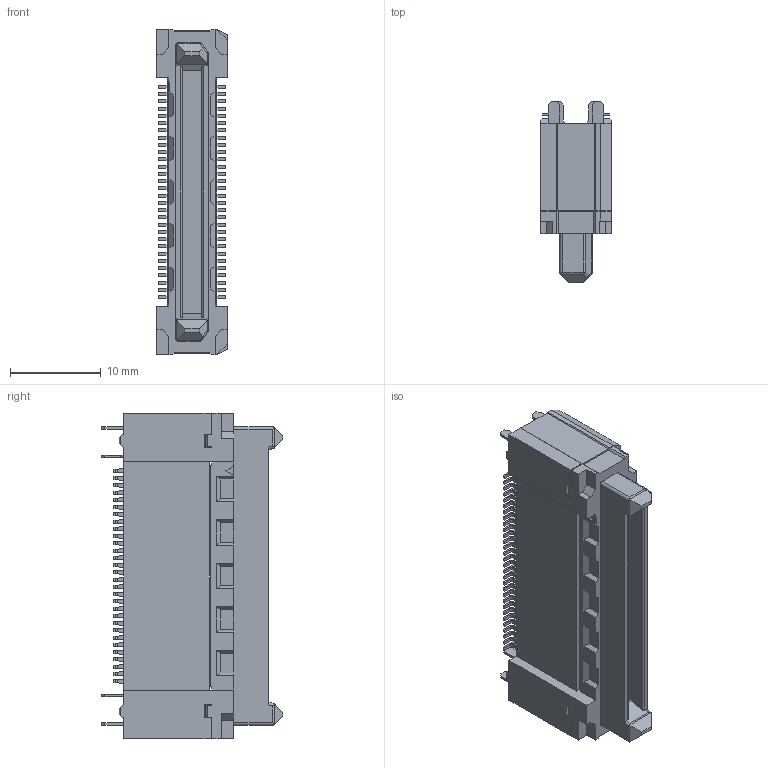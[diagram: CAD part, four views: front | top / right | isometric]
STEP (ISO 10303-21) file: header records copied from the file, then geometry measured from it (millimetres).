
FILE_DESCRIPTION(('STEP AP214'),'1');
FILE_NAME('fx18-60p-0_8sv10.stp','2020-03-05T08:33:54',('TraceParts'),('TraceParts S.A.'),'Spatial InterOp 3D',' ',' ');
FILE_SCHEMA(('AUTOMOTIVE_DESIGN { 1 0 10303 214 1 1 1 1 }'));
Length unit declared in the file: millimetre
Products named in the file (1): fx18-60p-0_8sv10
Bounding box: 7.8 x 20 x 35.9 mm (x, y, z)
Volume: 2813.2 mm3; surface area: 2679.8 mm2
Topology: 1 solids, 1 shells, 1024 faces, 2859 edges, 1898 vertices
Faces by surface type: plane 876, cylinder 144, sphere 4
Entity records: 40621 total; most frequent: CARTESIAN_POINT 5778, ORIENTED_EDGE 5710, DIRECTION 5195, EDGE_CURVE 2855, LINE 2565, VECTOR 2565, VERTEX_POINT 1898, AXIS2_PLACEMENT_3D 1315
